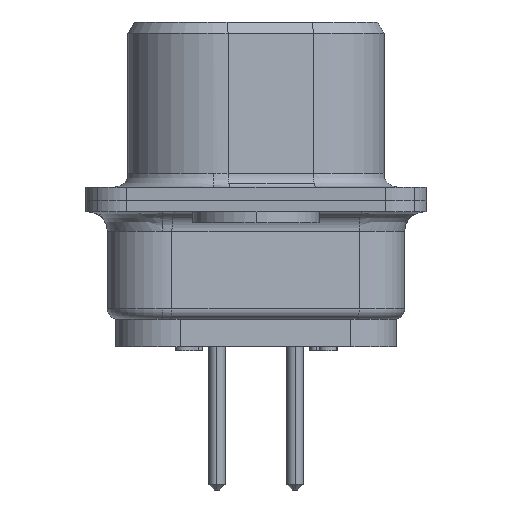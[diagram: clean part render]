
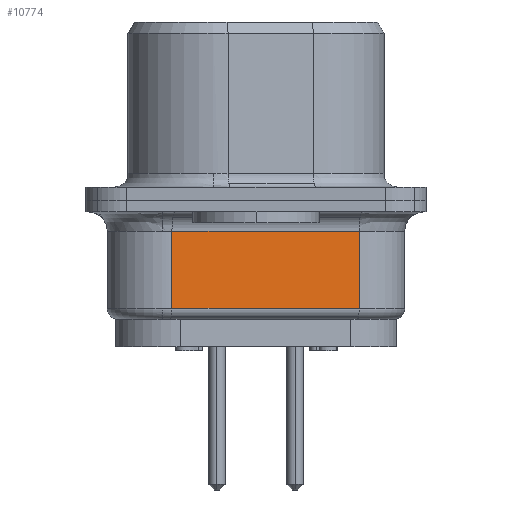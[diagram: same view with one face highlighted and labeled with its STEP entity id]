
A CAD part, left-side view. The second image highlights one B-rep face of the part: STEP entity #10774.
In plain terms, the highlighted planar face has unit normal (-0.985, -0.174, 0).
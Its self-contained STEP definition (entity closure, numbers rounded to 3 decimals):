
#10300=CARTESIAN_POINT('',(-9.57,3.053,-1.1));
#10301=VERTEX_POINT('',#10300);
#10555=CARTESIAN_POINT('',(-8.371,-3.747,-1.1));
#10556=VERTEX_POINT('',#10555);
#10557=CARTESIAN_POINT('',(-9.57,3.053,-1.1));
#10558=DIRECTION('',(0.174,-0.985,0.0));
#10559=VECTOR('',#10558,6.905);
#10560=LINE('',#10557,#10559);
#10561=EDGE_CURVE('',#10301,#10556,#10560,.T.);
#10725=CARTESIAN_POINT('',(-8.371,-3.747,-3.9));
#10726=VERTEX_POINT('',#10725);
#10727=CARTESIAN_POINT('',(-8.371,-3.747,-1.1));
#10728=DIRECTION('',(0.0,0.0,-1.0));
#10729=VECTOR('',#10728,2.8);
#10730=LINE('',#10727,#10729);
#10731=EDGE_CURVE('',#10556,#10726,#10730,.T.);
#10751=CARTESIAN_POINT('',(-9.57,3.053,0.0));
#10752=DIRECTION('',(-0.985,-0.174,0.0));
#10753=DIRECTION('',(0.0,0.0,1.0));
#10754=AXIS2_PLACEMENT_3D('',#10751,#10752,#10753);
#10755=PLANE('',#10754);
#10756=ORIENTED_EDGE('',*,*,#10561,.F.);
#10757=CARTESIAN_POINT('',(-9.57,3.053,-3.9));
#10758=VERTEX_POINT('',#10757);
#10759=CARTESIAN_POINT('',(-9.57,3.053,-1.1));
#10760=DIRECTION('',(0.0,0.0,-1.0));
#10761=VECTOR('',#10760,2.8);
#10762=LINE('',#10759,#10761);
#10763=EDGE_CURVE('',#10301,#10758,#10762,.T.);
#10764=ORIENTED_EDGE('',*,*,#10763,.T.);
#10765=CARTESIAN_POINT('',(-8.371,-3.747,-3.9));
#10766=DIRECTION('',(-0.174,0.985,0.0));
#10767=VECTOR('',#10766,6.905);
#10768=LINE('',#10765,#10767);
#10769=EDGE_CURVE('',#10726,#10758,#10768,.T.);
#10770=ORIENTED_EDGE('',*,*,#10769,.F.);
#10771=ORIENTED_EDGE('',*,*,#10731,.F.);
#10772=EDGE_LOOP('',(#10756,#10764,#10770,#10771));
#10773=FACE_OUTER_BOUND('',#10772,.T.);
#10774=ADVANCED_FACE('',(#10773),#10755,.T.);
